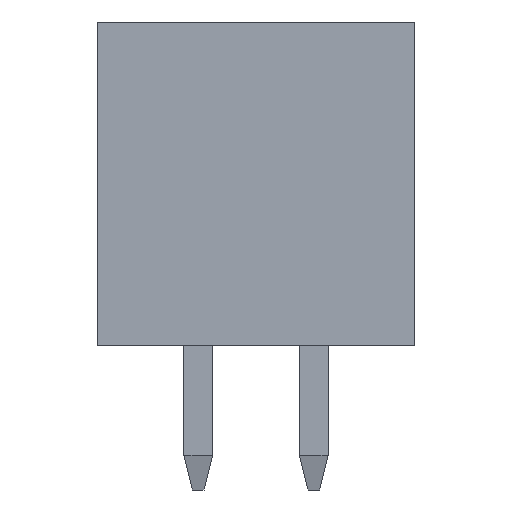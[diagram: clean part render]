
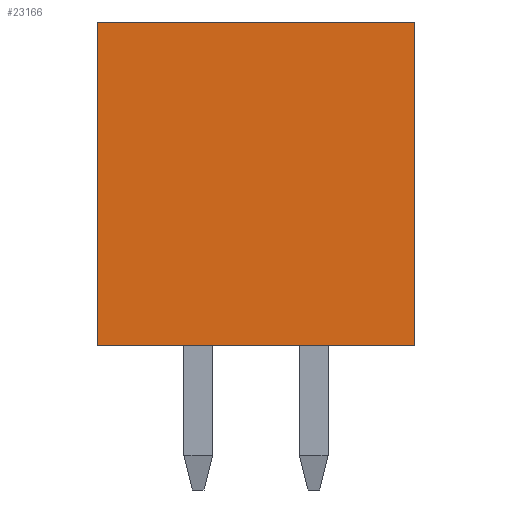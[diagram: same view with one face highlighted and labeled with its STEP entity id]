
A CAD part, front view. The second image highlights one B-rep face of the part: STEP entity #23166.
In plain terms, the highlighted face is planar.
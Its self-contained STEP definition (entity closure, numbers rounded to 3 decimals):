
#1585=ORIENTED_EDGE('',*,*,#5652,.F.);
#1586=ORIENTED_EDGE('',*,*,#5653,.F.);
#1587=ORIENTED_EDGE('',*,*,#5654,.T.);
#1588=ORIENTED_EDGE('',*,*,#5655,.T.);
#5652=EDGE_CURVE('',#7632,#7633,#9348,.T.);
#5653=EDGE_CURVE('',#7634,#7632,#9349,.T.);
#5654=EDGE_CURVE('',#7634,#7635,#9350,.T.);
#5655=EDGE_CURVE('',#7635,#7633,#9351,.T.);
#7632=VERTEX_POINT('',#31117);
#7633=VERTEX_POINT('',#31118);
#7634=VERTEX_POINT('',#31120);
#7635=VERTEX_POINT('',#31122);
#9348=LINE('',#31116,#11648);
#9349=LINE('',#31119,#11649);
#9350=LINE('',#31121,#11650);
#9351=LINE('',#31123,#11651);
#11648=VECTOR('',#26512,1000.);
#11649=VECTOR('',#26513,1000.);
#11650=VECTOR('',#26514,1000.);
#11651=VECTOR('',#26515,1000.);
#13310=EDGE_LOOP('',(#1585,#1586,#1587,#1588));
#14354=FACE_BOUND('',#13310,.T.);
#15364=PLANE('',#24148);
#23166=ADVANCED_FACE('',(#14354),#15364,.T.);
#24148=AXIS2_PLACEMENT_3D('',#31115,#26510,#26511);
#26510=DIRECTION('',(1.,0.,0.));
#26511=DIRECTION('',(0.,0.,-1.));
#26512=DIRECTION('',(0.,0.,-1.));
#26513=DIRECTION('',(0.,1.,0.));
#26514=DIRECTION('',(0.,0.,-1.));
#26515=DIRECTION('',(0.,1.,0.));
#31115=CARTESIAN_POINT('',(20.6,-2.75,2.8));
#31116=CARTESIAN_POINT('',(20.6,2.75,2.8));
#31117=CARTESIAN_POINT('',(20.6,2.75,2.8));
#31118=CARTESIAN_POINT('',(20.6,2.75,-2.8));
#31119=CARTESIAN_POINT('',(20.6,-2.75,2.8));
#31120=CARTESIAN_POINT('',(20.6,-2.75,2.8));
#31121=CARTESIAN_POINT('',(20.6,-2.75,2.8));
#31122=CARTESIAN_POINT('',(20.6,-2.75,-2.8));
#31123=CARTESIAN_POINT('',(20.6,-2.75,-2.8));
